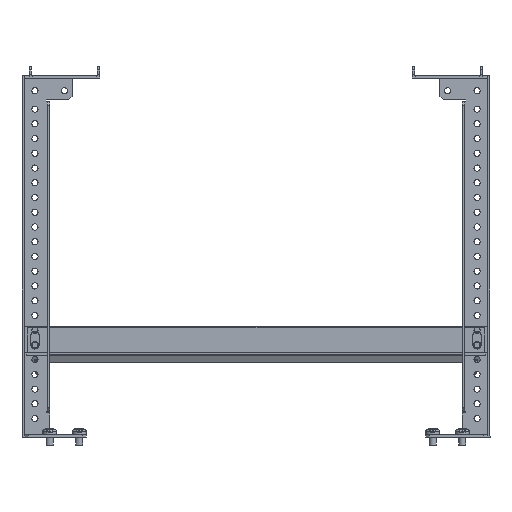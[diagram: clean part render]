
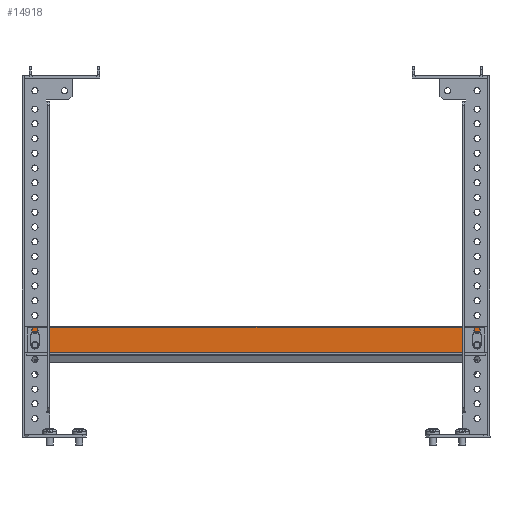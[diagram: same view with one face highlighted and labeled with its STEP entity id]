
A CAD part, left-side view. The second image highlights one B-rep face of the part: STEP entity #14918.
In plain terms, the highlighted face is planar.
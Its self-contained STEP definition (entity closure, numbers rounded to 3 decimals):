
#139 = VECTOR ( 'NONE', #825, 1000. ) ;
#176 = CARTESIAN_POINT ( 'NONE',  ( -220.25, 0., -14. ) ) ;
#289 = FACE_OUTER_BOUND ( 'NONE', #12227, .T. ) ;
#361 = VERTEX_POINT ( 'NONE', #24720 ) ;
#825 = DIRECTION ( 'NONE',  ( 0., 0., -1. ) ) ;
#844 = DIRECTION ( 'NONE',  ( 0., 1., 0. ) ) ;
#1274 = DIRECTION ( 'NONE',  ( 0., -1., 0. ) ) ;
#1434 = AXIS2_PLACEMENT_3D ( 'NONE', #15364, #1274, #26740 ) ;
#2175 = DIRECTION ( 'NONE',  ( -1., 0., 0. ) ) ;
#2286 = EDGE_CURVE ( 'NONE', #23094, #26725, #5187, .T. ) ;
#2445 = CIRCLE ( 'NONE', #18258, 3.5 ) ;
#2777 = CARTESIAN_POINT ( 'NONE',  ( -228.25, 0., -7. ) ) ;
#3621 = CARTESIAN_POINT ( 'NONE',  ( -212.248, 0., 2.859 ) ) ;
#3716 = AXIS2_PLACEMENT_3D ( 'NONE', #24240, #10566, #10718 ) ;
#4116 = ORIENTED_EDGE ( 'NONE', *, *, #18674, .F. ) ;
#4536 = CARTESIAN_POINT ( 'NONE',  ( -234.75, 0., -395.5 ) ) ;
#4589 = CARTESIAN_POINT ( 'NONE',  ( -228.25, 0., -382. ) ) ;
#4799 = VERTEX_POINT ( 'NONE', #4536 ) ;
#5187 = LINE ( 'NONE', #2777, #6393 ) ;
#5338 = DIRECTION ( 'NONE',  ( 1., 0., 0. ) ) ;
#5821 = ORIENTED_EDGE ( 'NONE', *, *, #16148, .F. ) ;
#5971 = ORIENTED_EDGE ( 'NONE', *, *, #24769, .T. ) ;
#6259 = CARTESIAN_POINT ( 'NONE',  ( -228.25, 0., -7. ) ) ;
#6393 = VECTOR ( 'NONE', #20930, 1000. ) ;
#6412 = LINE ( 'NONE', #15858, #29286 ) ;
#6742 = PLANE ( 'NONE',  #14882 ) ;
#6829 = DIRECTION ( 'NONE',  ( -1., 0., 0. ) ) ;
#6873 = EDGE_CURVE ( 'NONE', #4799, #27146, #24221, .T. ) ;
#7114 = EDGE_CURVE ( 'NONE', #26725, #21173, #22226, .T. ) ;
#7136 = ORIENTED_EDGE ( 'NONE', *, *, #28963, .T. ) ;
#7271 = ORIENTED_EDGE ( 'NONE', *, *, #6873, .F. ) ;
#7554 = VERTEX_POINT ( 'NONE', #9586 ) ;
#7745 = CIRCLE ( 'NONE', #17333, 3.5 ) ;
#7761 = ORIENTED_EDGE ( 'NONE', *, *, #13964, .F. ) ;
#8014 = CIRCLE ( 'NONE', #26205, 3.5 ) ;
#8464 = CARTESIAN_POINT ( 'NONE',  ( -231.75, 0., -385.5 ) ) ;
#8731 = DIRECTION ( 'NONE',  ( -1., 0., 0. ) ) ;
#8799 = VERTEX_POINT ( 'NONE', #27460 ) ;
#9093 = ORIENTED_EDGE ( 'NONE', *, *, #2286, .F. ) ;
#9157 = DIRECTION ( 'NONE',  ( -1., 0., 0. ) ) ;
#9404 = CARTESIAN_POINT ( 'NONE',  ( -189.783, 0., -198. ) ) ;
#9586 = CARTESIAN_POINT ( 'NONE',  ( -234.75, 0., -0.5 ) ) ;
#9595 = CARTESIAN_POINT ( 'NONE',  ( -190.407, 0., -0.5 ) ) ;
#10133 = VERTEX_POINT ( 'NONE', #17275 ) ;
#10566 = DIRECTION ( 'NONE',  ( 0., -1., 0. ) ) ;
#10718 = DIRECTION ( 'NONE',  ( -1., 0., 0. ) ) ;
#10857 = ORIENTED_EDGE ( 'NONE', *, *, #14217, .T. ) ;
#11004 = ORIENTED_EDGE ( 'NONE', *, *, #18876, .T. ) ;
#12227 = EDGE_LOOP ( 'NONE', ( #7271, #7761, #5821, #14827 ) ) ;
#12232 = VECTOR ( 'NONE', #6829, 1000. ) ;
#12352 = LINE ( 'NONE', #20934, #139 ) ;
#12827 = EDGE_LOOP ( 'NONE', ( #9093, #4116, #19999, #25994, #26727 ) ) ;
#12923 = CARTESIAN_POINT ( 'NONE',  ( -220.25, 0., -7. ) ) ;
#12960 = VERTEX_POINT ( 'NONE', #23912 ) ;
#13506 = DIRECTION ( 'NONE',  ( 1., 0., 0. ) ) ;
#13964 = EDGE_CURVE ( 'NONE', #7554, #4799, #12352, .T. ) ;
#14104 = VECTOR ( 'NONE', #5338, 1000. ) ;
#14217 = EDGE_CURVE ( 'NONE', #15533, #25270, #25850, .T. ) ;
#14413 = LINE ( 'NONE', #9595, #24037 ) ;
#14496 = CARTESIAN_POINT ( 'NONE',  ( -228.25, 0., -10.5 ) ) ;
#14713 = LINE ( 'NONE', #3621, #16808 ) ;
#14827 = ORIENTED_EDGE ( 'NONE', *, *, #28526, .T. ) ;
#14882 = AXIS2_PLACEMENT_3D ( 'NONE', #9404, #20391, #29510 ) ;
#14918 = ADVANCED_FACE ( 'NONE', ( #289, #24883, #18290 ), #6742, .F. ) ;
#15202 = CIRCLE ( 'NONE', #3716, 3.5 ) ;
#15341 = CARTESIAN_POINT ( 'NONE',  ( -228.25, 0., -10.5 ) ) ;
#15364 = CARTESIAN_POINT ( 'NONE',  ( -228.25, 0., -385.5 ) ) ;
#15533 = VERTEX_POINT ( 'NONE', #8464 ) ;
#15632 = LINE ( 'NONE', #15927, #27697 ) ;
#15858 = CARTESIAN_POINT ( 'NONE',  ( -228.25, 0., -14. ) ) ;
#15927 = CARTESIAN_POINT ( 'NONE',  ( -228.25, 0., -389. ) ) ;
#16031 = EDGE_CURVE ( 'NONE', #17635, #10133, #7745, .T. ) ;
#16148 = EDGE_CURVE ( 'NONE', #8799, #7554, #14413, .T. ) ;
#16808 = VECTOR ( 'NONE', #19377, 1000. ) ;
#17275 = CARTESIAN_POINT ( 'NONE',  ( -231.75, 0., -10.5 ) ) ;
#17333 = AXIS2_PLACEMENT_3D ( 'NONE', #15341, #25076, #8731 ) ;
#17635 = VERTEX_POINT ( 'NONE', #18162 ) ;
#17644 = ORIENTED_EDGE ( 'NONE', *, *, #21039, .T. ) ;
#18113 = DIRECTION ( 'NONE',  ( -1., 0., 0. ) ) ;
#18162 = CARTESIAN_POINT ( 'NONE',  ( -228.25, 0., -14. ) ) ;
#18258 = AXIS2_PLACEMENT_3D ( 'NONE', #28448, #19184, #26207 ) ;
#18290 = FACE_BOUND ( 'NONE', #20366, .T. ) ;
#18674 = EDGE_CURVE ( 'NONE', #10133, #23094, #8014, .T. ) ;
#18808 = VERTEX_POINT ( 'NONE', #26474 ) ;
#18876 = EDGE_CURVE ( 'NONE', #12960, #18808, #15202, .T. ) ;
#19184 = DIRECTION ( 'NONE',  ( 0., -1., 0. ) ) ;
#19377 = DIRECTION ( 'NONE',  ( 0., 0., -1. ) ) ;
#19999 = ORIENTED_EDGE ( 'NONE', *, *, #16031, .F. ) ;
#20366 = EDGE_LOOP ( 'NONE', ( #7136, #10857, #17644, #11004, #5971 ) ) ;
#20391 = DIRECTION ( 'NONE',  ( 0., -1., 0. ) ) ;
#20619 = LINE ( 'NONE', #4589, #12232 ) ;
#20930 = DIRECTION ( 'NONE',  ( 1., 0., 0. ) ) ;
#20934 = CARTESIAN_POINT ( 'NONE',  ( -234.75, 0., -0.5 ) ) ;
#21039 = EDGE_CURVE ( 'NONE', #25270, #12960, #15632, .T. ) ;
#21173 = VERTEX_POINT ( 'NONE', #176 ) ;
#21382 = CARTESIAN_POINT ( 'NONE',  ( -234.75, 0., -395.5 ) ) ;
#21537 = DIRECTION ( 'NONE',  ( -1., 0., 0. ) ) ;
#21858 = EDGE_CURVE ( 'NONE', #21173, #17635, #6412, .T. ) ;
#22226 = CIRCLE ( 'NONE', #26048, 3.5 ) ;
#22708 = DIRECTION ( 'NONE',  ( 0., 1., 0. ) ) ;
#23094 = VERTEX_POINT ( 'NONE', #6259 ) ;
#23912 = CARTESIAN_POINT ( 'NONE',  ( -220.25, 0., -389. ) ) ;
#24037 = VECTOR ( 'NONE', #9157, 1000. ) ;
#24221 = LINE ( 'NONE', #21382, #14104 ) ;
#24240 = CARTESIAN_POINT ( 'NONE',  ( -220.25, 0., -385.5 ) ) ;
#24508 = CARTESIAN_POINT ( 'NONE',  ( -220.25, 0., -10.5 ) ) ;
#24720 = CARTESIAN_POINT ( 'NONE',  ( -228.25, 0., -382. ) ) ;
#24769 = EDGE_CURVE ( 'NONE', #18808, #361, #20619, .T. ) ;
#24883 = FACE_BOUND ( 'NONE', #12827, .T. ) ;
#25076 = DIRECTION ( 'NONE',  ( 0., 1., 0. ) ) ;
#25270 = VERTEX_POINT ( 'NONE', #25955 ) ;
#25850 = CIRCLE ( 'NONE', #1434, 3.5 ) ;
#25955 = CARTESIAN_POINT ( 'NONE',  ( -228.25, 0., -389. ) ) ;
#25994 = ORIENTED_EDGE ( 'NONE', *, *, #21858, .F. ) ;
#26048 = AXIS2_PLACEMENT_3D ( 'NONE', #24508, #22708, #2175 ) ;
#26205 = AXIS2_PLACEMENT_3D ( 'NONE', #14496, #844, #21537 ) ;
#26207 = DIRECTION ( 'NONE',  ( -1., 0., 0. ) ) ;
#26474 = CARTESIAN_POINT ( 'NONE',  ( -220.25, 0., -382. ) ) ;
#26725 = VERTEX_POINT ( 'NONE', #12923 ) ;
#26727 = ORIENTED_EDGE ( 'NONE', *, *, #7114, .F. ) ;
#26740 = DIRECTION ( 'NONE',  ( -1., 0., 0. ) ) ;
#27146 = VERTEX_POINT ( 'NONE', #28181 ) ;
#27460 = CARTESIAN_POINT ( 'NONE',  ( -212.248, 0., -0.5 ) ) ;
#27697 = VECTOR ( 'NONE', #13506, 1000. ) ;
#28181 = CARTESIAN_POINT ( 'NONE',  ( -212.248, 0., -395.5 ) ) ;
#28448 = CARTESIAN_POINT ( 'NONE',  ( -228.25, 0., -385.5 ) ) ;
#28526 = EDGE_CURVE ( 'NONE', #8799, #27146, #14713, .T. ) ;
#28963 = EDGE_CURVE ( 'NONE', #361, #15533, #2445, .T. ) ;
#29286 = VECTOR ( 'NONE', #18113, 1000. ) ;
#29510 = DIRECTION ( 'NONE',  ( 1., 0., 0. ) ) ;
